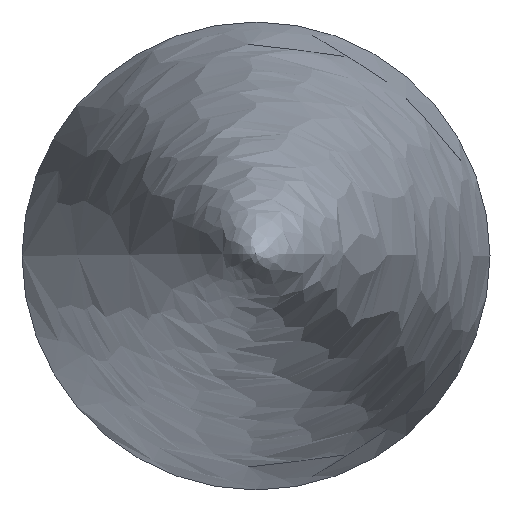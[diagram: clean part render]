
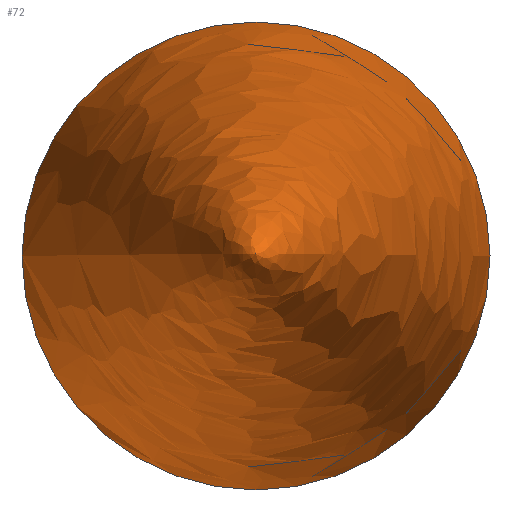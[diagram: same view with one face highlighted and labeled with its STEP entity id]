
A CAD part, top view. The second image highlights one B-rep face of the part: STEP entity #72.
In plain terms, the highlighted free-form (B-spline) face has degree [3, 3] with [4, 19] control points.
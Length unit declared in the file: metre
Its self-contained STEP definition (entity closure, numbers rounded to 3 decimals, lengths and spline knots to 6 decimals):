
#12=VERTEX_LOOP('',#38);
#14=B_SPLINE_SURFACE_WITH_KNOTS('',3,3,((#129,#130,#131,#132,#133,#134,
#135,#136,#137,#138,#139,#140,#141,#142,#143,#144,#145,#146,#147),(#148,
#149,#150,#151,#152,#153,#154,#155,#156,#157,#158,#159,#160,#161,#162,#163,
#164,#165,#166),(#167,#168,#169,#170,#171,#172,#173,#174,#175,#176,#177,
#178,#179,#180,#181,#182,#183,#184,#185),(#186,#187,#188,#189,#190,#191,
#192,#193,#194,#195,#196,#197,#198,#199,#200,#201,#202,#203,#204)),
 .UNSPECIFIED.,.F.,.T.,.F.,(4,4),(1,1,1,1,1,1,1,1,1,1,1,1,1,1,1,1,1,1,1,
1,1,1,1),(0.413721,1.),(-1.178097,-0.785398,-0.392699,
0.,0.392699,0.785398,1.178097,1.570796,
1.963495,2.356194,2.748894,3.141593,3.534292,
3.926991,4.31969,4.712389,5.105088,5.497787,
5.890486,6.283185,6.675884,7.068583,7.461283),
 .UNSPECIFIED.);
#24=ORIENTED_EDGE('',*,*,#32,.F.);
#32=EDGE_CURVE('',#37,#37,#44,.T.);
#37=VERTEX_POINT('',#206);
#38=VERTEX_POINT('',#207);
#44=CIRCLE('',#95,0.02815);
#51=EDGE_LOOP('',(#24));
#61=FACE_BOUND('',#51,.T.);
#62=FACE_BOUND('',#12,.T.);
#72=ADVANCED_FACE('',(#61,#62),#14,.F.);
#95=AXIS2_PLACEMENT_3D('',#205,#113,#114);
#113=DIRECTION('',(0.,0.,-1.));
#114=DIRECTION('',(-1.,0.,0.));
#129=CARTESIAN_POINT('',(0.,0.,0.165));
#130=CARTESIAN_POINT('',(0.,0.,0.165));
#131=CARTESIAN_POINT('',(0.,0.,0.165));
#132=CARTESIAN_POINT('',(0.,0.,0.165));
#133=CARTESIAN_POINT('',(0.,0.,0.165));
#134=CARTESIAN_POINT('',(0.,0.,0.165));
#135=CARTESIAN_POINT('',(0.,0.,0.165));
#136=CARTESIAN_POINT('',(0.,0.,0.165));
#137=CARTESIAN_POINT('',(0.,0.,0.165));
#138=CARTESIAN_POINT('',(0.,0.,0.165));
#139=CARTESIAN_POINT('',(0.,0.,0.165));
#140=CARTESIAN_POINT('',(0.,0.,0.165));
#141=CARTESIAN_POINT('',(0.,0.,0.165));
#142=CARTESIAN_POINT('',(0.,0.,0.165));
#143=CARTESIAN_POINT('',(0.,0.,0.165));
#144=CARTESIAN_POINT('',(0.,0.,0.165));
#145=CARTESIAN_POINT('',(0.,0.,0.165));
#146=CARTESIAN_POINT('',(0.,0.,0.165));
#147=CARTESIAN_POINT('',(0.,0.,0.165));
#148=CARTESIAN_POINT('',(-0.00736,-0.003049,0.162713));
#149=CARTESIAN_POINT('',(-0.007966,0.,0.162713));
#150=CARTESIAN_POINT('',(-0.00736,0.003049,0.162713));
#151=CARTESIAN_POINT('',(-0.005633,0.005633,0.162713));
#152=CARTESIAN_POINT('',(-0.003049,0.00736,0.162713));
#153=CARTESIAN_POINT('',(0.,0.007966,0.162713));
#154=CARTESIAN_POINT('',(0.003049,0.00736,0.162713));
#155=CARTESIAN_POINT('',(0.005633,0.005633,0.162713));
#156=CARTESIAN_POINT('',(0.00736,0.003049,0.162713));
#157=CARTESIAN_POINT('',(0.007966,0.,0.162713));
#158=CARTESIAN_POINT('',(0.00736,-0.003049,0.162713));
#159=CARTESIAN_POINT('',(0.005633,-0.005633,0.162713));
#160=CARTESIAN_POINT('',(0.003049,-0.00736,0.162713));
#161=CARTESIAN_POINT('',(0.,-0.007966,0.162713));
#162=CARTESIAN_POINT('',(-0.003049,-0.00736,0.162713));
#163=CARTESIAN_POINT('',(-0.005633,-0.005633,0.162713));
#164=CARTESIAN_POINT('',(-0.00736,-0.003049,0.162713));
#165=CARTESIAN_POINT('',(-0.007966,0.,0.162713));
#166=CARTESIAN_POINT('',(-0.00736,0.003049,0.162713));
#167=CARTESIAN_POINT('',(-0.016255,-0.006733,0.112713));
#168=CARTESIAN_POINT('',(-0.017594,0.,0.112713));
#169=CARTESIAN_POINT('',(-0.016255,0.006733,0.112713));
#170=CARTESIAN_POINT('',(-0.012441,0.012441,0.112713));
#171=CARTESIAN_POINT('',(-0.006733,0.016255,0.112713));
#172=CARTESIAN_POINT('',(0.,0.017594,0.112713));
#173=CARTESIAN_POINT('',(0.006733,0.016255,0.112713));
#174=CARTESIAN_POINT('',(0.012441,0.012441,0.112713));
#175=CARTESIAN_POINT('',(0.016255,0.006733,0.112713));
#176=CARTESIAN_POINT('',(0.017594,0.,0.112713));
#177=CARTESIAN_POINT('',(0.016255,-0.006733,0.112713));
#178=CARTESIAN_POINT('',(0.012441,-0.012441,0.112713));
#179=CARTESIAN_POINT('',(0.006733,-0.016255,0.112713));
#180=CARTESIAN_POINT('',(0.,-0.017594,0.112713));
#181=CARTESIAN_POINT('',(-0.006733,-0.016255,0.112713));
#182=CARTESIAN_POINT('',(-0.012441,-0.012441,0.112713));
#183=CARTESIAN_POINT('',(-0.016255,-0.006733,0.112713));
#184=CARTESIAN_POINT('',(-0.017594,0.,0.112713));
#185=CARTESIAN_POINT('',(-0.016255,0.006733,0.112713));
#186=CARTESIAN_POINT('',(-0.026684,-0.011053,0.015));
#187=CARTESIAN_POINT('',(-0.028883,0.,0.015));
#188=CARTESIAN_POINT('',(-0.026684,0.011053,0.015));
#189=CARTESIAN_POINT('',(-0.020423,0.020423,0.015));
#190=CARTESIAN_POINT('',(-0.011053,0.026684,0.015));
#191=CARTESIAN_POINT('',(0.,0.028883,0.015));
#192=CARTESIAN_POINT('',(0.011053,0.026684,0.015));
#193=CARTESIAN_POINT('',(0.020423,0.020423,0.015));
#194=CARTESIAN_POINT('',(0.026684,0.011053,0.015));
#195=CARTESIAN_POINT('',(0.028883,0.,0.015));
#196=CARTESIAN_POINT('',(0.026684,-0.011053,0.015));
#197=CARTESIAN_POINT('',(0.020423,-0.020423,0.015));
#198=CARTESIAN_POINT('',(0.011053,-0.026684,0.015));
#199=CARTESIAN_POINT('',(0.,-0.028883,0.015));
#200=CARTESIAN_POINT('',(-0.011053,-0.026684,0.015));
#201=CARTESIAN_POINT('',(-0.020423,-0.020423,0.015));
#202=CARTESIAN_POINT('',(-0.026684,-0.011053,0.015));
#203=CARTESIAN_POINT('',(-0.028883,0.,0.015));
#204=CARTESIAN_POINT('',(-0.026684,0.011053,0.015));
#205=CARTESIAN_POINT('',(0.,0.,0.015));
#206=CARTESIAN_POINT('',(-0.02815,0.,0.015));
#207=CARTESIAN_POINT('',(0.,0.,0.165));
